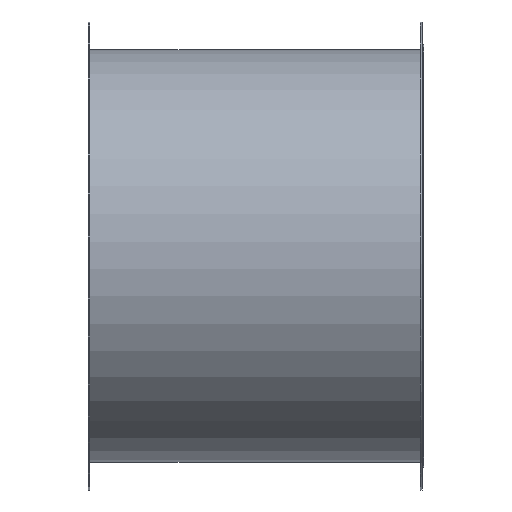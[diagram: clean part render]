
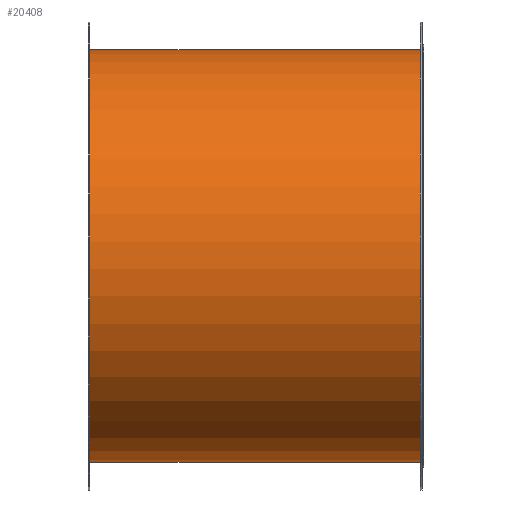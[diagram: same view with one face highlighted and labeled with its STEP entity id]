
A CAD part, front view. The second image highlights one B-rep face of the part: STEP entity #20408.
In plain terms, the highlighted free-form (B-spline) face has degree [2, 1] with [5, 2] control points.
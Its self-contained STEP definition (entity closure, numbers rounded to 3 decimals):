
#19812 = VERTEX_POINT('',#19813);
#19813 = CARTESIAN_POINT('',(-5.334,0.,300.043));
#19814 = VERTEX_POINT('',#19815);
#19815 = CARTESIAN_POINT('',(-5.334,0.,
    -300.043));
#19823 = EDGE_CURVE('',#19814,#19824,#19826,.T.);
#19824 = VERTEX_POINT('',#19825);
#19825 = CARTESIAN_POINT('',(-485.404,0.,
    -300.043));
#19826 = B_SPLINE_CURVE_WITH_KNOTS('',1,(#19827,#19828),.UNSPECIFIED.,
  .F.,.F.,(2,2),(4.,364.),.PIECEWISE_BEZIER_KNOTS.);
#19827 = CARTESIAN_POINT('',(-5.334,0.,
    -300.043));
#19828 = CARTESIAN_POINT('',(-485.404,0.,
    -300.043));
#19831 = VERTEX_POINT('',#19832);
#19832 = CARTESIAN_POINT('',(-485.404,0.,300.043));
#19840 = EDGE_CURVE('',#19812,#19831,#19841,.T.);
#19841 = B_SPLINE_CURVE_WITH_KNOTS('',1,(#19842,#19843),.UNSPECIFIED.,
  .F.,.F.,(2,2),(4.,364.),.PIECEWISE_BEZIER_KNOTS.);
#19842 = CARTESIAN_POINT('',(-5.334,0.,300.043));
#19843 = CARTESIAN_POINT('',(-485.404,0.,300.043));
#20396 = EDGE_CURVE('',#19824,#19831,#20397,.T.);
#20397 = ( BOUNDED_CURVE() B_SPLINE_CURVE(2,(#20398,#20399,#20400,#20401
,#20402),.UNSPECIFIED.,.F.,.F.) B_SPLINE_CURVE_WITH_KNOTS((3,2,3),(
    3.142,4.712,6.283),
.PIECEWISE_BEZIER_KNOTS.) CURVE() GEOMETRIC_REPRESENTATION_ITEM() 
RATIONAL_B_SPLINE_CURVE((1.,0.707,1.,0.707,1.)) 
REPRESENTATION_ITEM('') );
#20398 = CARTESIAN_POINT('',(-485.404,0.,
    -300.043));
#20399 = CARTESIAN_POINT('',(-485.404,-300.043,
    -300.043));
#20400 = CARTESIAN_POINT('',(-485.404,-300.043,
    0.));
#20401 = CARTESIAN_POINT('',(-485.404,-300.043,
    300.043));
#20402 = CARTESIAN_POINT('',(-485.404,0.,
    300.043));
#20408 = ADVANCED_FACE('',(#20409),#20422,.T.);
#20409 = FACE_BOUND('',#20410,.T.);
#20410 = EDGE_LOOP('',(#20411,#20412,#20420,#20421));
#20411 = ORIENTED_EDGE('',*,*,#19823,.F.);
#20412 = ORIENTED_EDGE('',*,*,#20413,.T.);
#20413 = EDGE_CURVE('',#19814,#19812,#20414,.T.);
#20414 = ( BOUNDED_CURVE() B_SPLINE_CURVE(2,(#20415,#20416,#20417,#20418
,#20419),.UNSPECIFIED.,.F.,.F.) B_SPLINE_CURVE_WITH_KNOTS((3,2,3),(
    3.142,4.712,6.283),
.PIECEWISE_BEZIER_KNOTS.) CURVE() GEOMETRIC_REPRESENTATION_ITEM() 
RATIONAL_B_SPLINE_CURVE((1.,0.707,1.,0.707,1.)) 
REPRESENTATION_ITEM('') );
#20415 = CARTESIAN_POINT('',(-5.334,0.,
    -300.043));
#20416 = CARTESIAN_POINT('',(-5.334,-300.043,
    -300.043));
#20417 = CARTESIAN_POINT('',(-5.334,-300.043,
    0.));
#20418 = CARTESIAN_POINT('',(-5.334,-300.043,
    300.043));
#20419 = CARTESIAN_POINT('',(-5.334,0.,
    300.043));
#20420 = ORIENTED_EDGE('',*,*,#19840,.T.);
#20421 = ORIENTED_EDGE('',*,*,#20396,.F.);
#20422 = ( BOUNDED_SURFACE() B_SPLINE_SURFACE(2,1,(
    (#20423,#20424)
    ,(#20425,#20426)
    ,(#20427,#20428)
    ,(#20429,#20430)
    ,(#20431,#20432
)),.UNSPECIFIED.,.F.,.F.,.F.) B_SPLINE_SURFACE_WITH_KNOTS((3,2,3),(2,2),
  (3.142,4.712,6.283),(4.,364.),
.PIECEWISE_BEZIER_KNOTS.) GEOMETRIC_REPRESENTATION_ITEM() 
RATIONAL_B_SPLINE_SURFACE((
    (1.,1.)
    ,(0.707,0.707)
    ,(1.,1.)
    ,(0.707,0.707)
,(1.,1.))) REPRESENTATION_ITEM('') SURFACE() );
#20423 = CARTESIAN_POINT('',(-5.334,0.,
    -300.043));
#20424 = CARTESIAN_POINT('',(-485.404,0.,
    -300.043));
#20425 = CARTESIAN_POINT('',(-5.334,-300.043,
    -300.043));
#20426 = CARTESIAN_POINT('',(-485.404,-300.043,
    -300.043));
#20427 = CARTESIAN_POINT('',(-5.334,-300.043,
    0.));
#20428 = CARTESIAN_POINT('',(-485.404,-300.043,
    0.));
#20429 = CARTESIAN_POINT('',(-5.334,-300.043,
    300.043));
#20430 = CARTESIAN_POINT('',(-485.404,-300.043,
    300.043));
#20431 = CARTESIAN_POINT('',(-5.334,0.,
    300.043));
#20432 = CARTESIAN_POINT('',(-485.404,0.,
    300.043));
